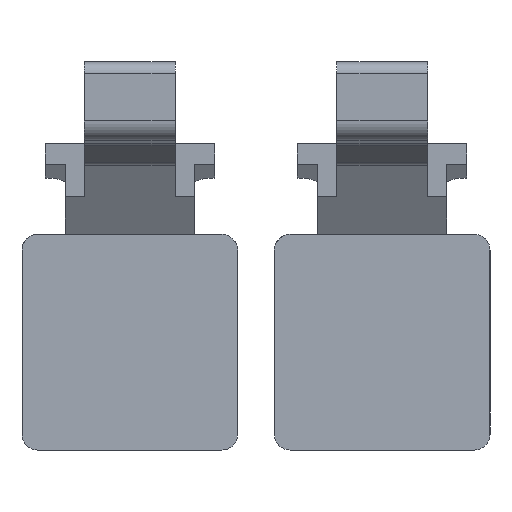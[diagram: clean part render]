
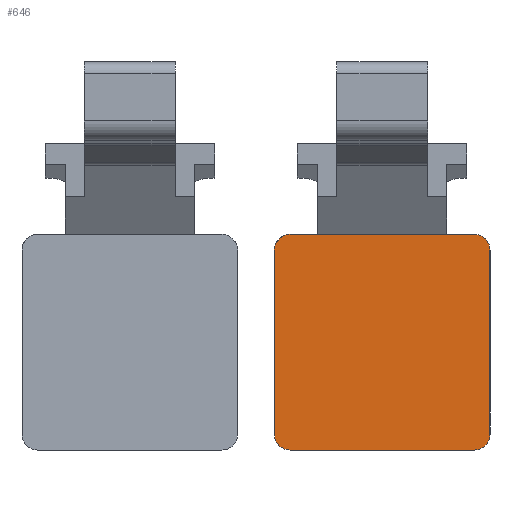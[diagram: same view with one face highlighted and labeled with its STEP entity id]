
A CAD part, left-side view. The second image highlights one B-rep face of the part: STEP entity #646.
In plain terms, the highlighted planar face has unit normal (-1, 0, 0).
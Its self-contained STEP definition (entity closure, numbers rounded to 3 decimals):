
#571=CARTESIAN_POINT('',(-56.14,-6.208,1.621));
#572=DIRECTION('',(1.0,0.0,0.0));
#573=DIRECTION('',(0.0,0.0,-1.0));
#574=AXIS2_PLACEMENT_3D('',#571,#572,#573);
#575=PLANE('',#574);
#576=CARTESIAN_POINT('',(-56.14,-0.865,1.894));
#577=VERTEX_POINT('',#576);
#578=CARTESIAN_POINT('',(-56.14,-0.465,2.294));
#579=VERTEX_POINT('',#578);
#580=CARTESIAN_POINT('',(-56.14,-0.865,2.294));
#581=DIRECTION('',(1.0,0.0,0.0));
#582=DIRECTION('',(0.0,1.0,0.0));
#583=AXIS2_PLACEMENT_3D('',#580,#581,#582);
#584=CIRCLE('',#583,0.4);
#585=EDGE_CURVE('',#577,#579,#584,.T.);
#586=ORIENTED_EDGE('',*,*,#585,.F.);
#587=CARTESIAN_POINT('',(-56.14,-5.535,1.894));
#588=VERTEX_POINT('',#587);
#589=CARTESIAN_POINT('',(-56.14,-5.535,1.894));
#590=DIRECTION('',(0.0,1.0,0.0));
#591=VECTOR('',#590,4.67);
#592=LINE('',#589,#591);
#593=EDGE_CURVE('',#588,#577,#592,.T.);
#594=ORIENTED_EDGE('',*,*,#593,.F.);
#595=CARTESIAN_POINT('',(-56.14,-5.935,2.294));
#596=VERTEX_POINT('',#595);
#597=CARTESIAN_POINT('',(-56.14,-5.535,2.294));
#598=DIRECTION('',(1.0,0.0,0.0));
#599=DIRECTION('',(0.0,1.0,0.0));
#600=AXIS2_PLACEMENT_3D('',#597,#598,#599);
#601=CIRCLE('',#600,0.4);
#602=EDGE_CURVE('',#596,#588,#601,.T.);
#603=ORIENTED_EDGE('',*,*,#602,.F.);
#604=CARTESIAN_POINT('',(-56.14,-5.935,6.964));
#605=VERTEX_POINT('',#604);
#606=CARTESIAN_POINT('',(-56.14,-5.935,6.964));
#607=DIRECTION('',(0.0,0.0,-1.0));
#608=VECTOR('',#607,4.67);
#609=LINE('',#606,#608);
#610=EDGE_CURVE('',#605,#596,#609,.T.);
#611=ORIENTED_EDGE('',*,*,#610,.F.);
#612=CARTESIAN_POINT('',(-56.14,-5.535,7.364));
#613=VERTEX_POINT('',#612);
#614=CARTESIAN_POINT('',(-56.14,-5.535,6.964));
#615=DIRECTION('',(1.0,0.0,0.0));
#616=DIRECTION('',(0.0,1.0,0.0));
#617=AXIS2_PLACEMENT_3D('',#614,#615,#616);
#618=CIRCLE('',#617,0.4);
#619=EDGE_CURVE('',#613,#605,#618,.T.);
#620=ORIENTED_EDGE('',*,*,#619,.F.);
#621=CARTESIAN_POINT('',(-56.14,-0.865,7.364));
#622=VERTEX_POINT('',#621);
#623=CARTESIAN_POINT('',(-56.14,-0.865,7.364));
#624=DIRECTION('',(0.0,-1.0,0.0));
#625=VECTOR('',#624,4.67);
#626=LINE('',#623,#625);
#627=EDGE_CURVE('',#622,#613,#626,.T.);
#628=ORIENTED_EDGE('',*,*,#627,.F.);
#629=CARTESIAN_POINT('',(-56.14,-0.465,6.964));
#630=VERTEX_POINT('',#629);
#631=CARTESIAN_POINT('',(-56.14,-0.865,6.964));
#632=DIRECTION('',(1.0,0.0,0.0));
#633=DIRECTION('',(0.0,1.0,0.0));
#634=AXIS2_PLACEMENT_3D('',#631,#632,#633);
#635=CIRCLE('',#634,0.4);
#636=EDGE_CURVE('',#630,#622,#635,.T.);
#637=ORIENTED_EDGE('',*,*,#636,.F.);
#638=CARTESIAN_POINT('',(-56.14,-0.465,6.964));
#639=DIRECTION('',(0.0,0.0,-1.0));
#640=VECTOR('',#639,4.67);
#641=LINE('',#638,#640);
#642=EDGE_CURVE('',#630,#579,#641,.T.);
#643=ORIENTED_EDGE('',*,*,#642,.T.);
#644=EDGE_LOOP('',(#586,#594,#603,#611,#620,#628,#637,#643));
#645=FACE_OUTER_BOUND('',#644,.T.);
#646=ADVANCED_FACE('',(#645),#575,.F.);
